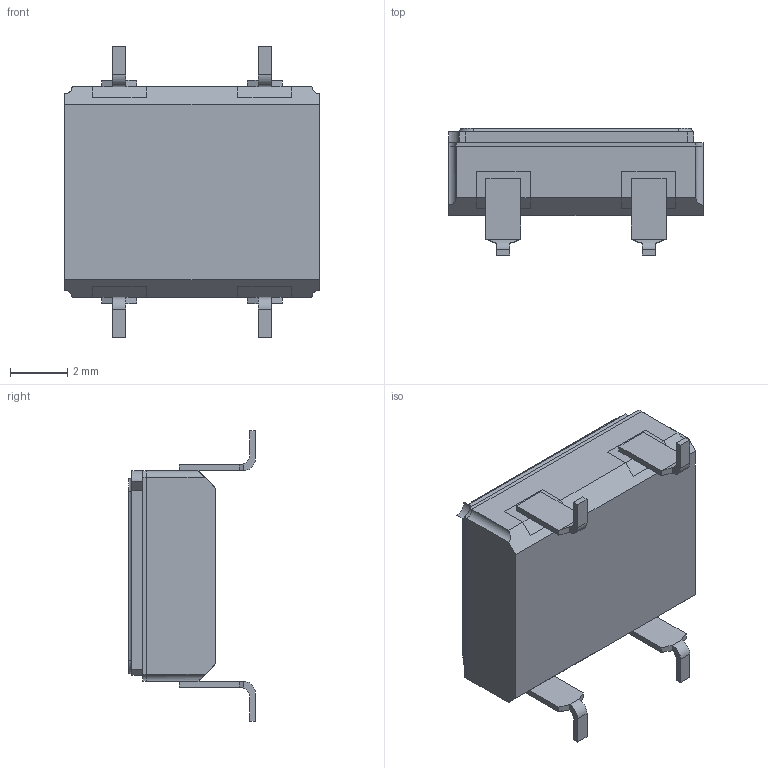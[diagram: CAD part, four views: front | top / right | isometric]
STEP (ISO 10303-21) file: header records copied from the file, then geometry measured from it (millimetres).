
FILE_DESCRIPTION (( 'STEP AP214' ), '1' );
FILE_NAME ('QT190.STEP', '2023-08-14T23:21:56', ( '' ), ( '' ), 'SwSTEP 2.0', 'SolidWorks 2022', '' );
FILE_SCHEMA (( 'AUTOMOTIVE_DESIGN' ));
Length unit declared in the file: inch
Products named in the file (1): QT190
Bounding box: 8.89 x 4.43 x 10.16 mm (x, y, z)
Volume: 101.9 mm3; surface area: 513.4 mm2
Topology: 9 solids, 9 shells, 303 faces, 790 edges, 524 vertices
Faces by surface type: plane 219, bspline 47, cylinder 33, torus 4
Entity records: 16235 total; most frequent: CARTESIAN_POINT 4997, ORIENTED_EDGE 1580, DIRECTION 1268, EDGE_CURVE 790, LINE 614, VECTOR 614, VERTEX_POINT 524, AXIS2_PLACEMENT_3D 327
